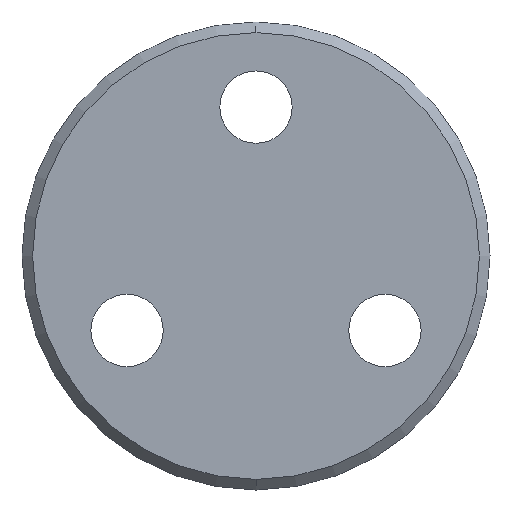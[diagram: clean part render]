
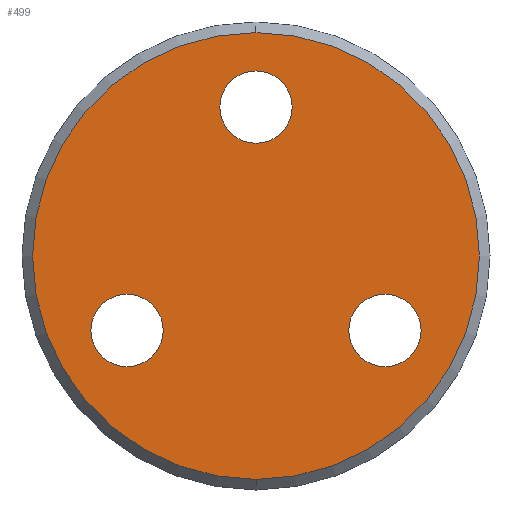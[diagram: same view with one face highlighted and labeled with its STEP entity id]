
A CAD part, left-side view. The second image highlights one B-rep face of the part: STEP entity #499.
In plain terms, the highlighted planar face has unit normal (-1, 0, 0).
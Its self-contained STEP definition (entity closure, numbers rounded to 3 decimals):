
#25 = VERTEX_POINT ( 'NONE', #672 ) ;
#39 = DIRECTION ( 'NONE',  ( 0., 0., -1. ) ) ;
#56 = CARTESIAN_POINT ( 'NONE',  ( 0., 6.062, -3.5 ) ) ;
#59 = DIRECTION ( 'NONE',  ( 1., 0., 0. ) ) ;
#63 = PLANE ( 'NONE',  #240 ) ;
#76 = DIRECTION ( 'NONE',  ( 1., 0., 0. ) ) ;
#79 = EDGE_CURVE ( 'NONE', #626, #1343, #657, .T. ) ;
#82 = DIRECTION ( 'NONE',  ( 0., 0., -1. ) ) ;
#107 = CIRCLE ( 'NONE', #474, 1.7 ) ;
#117 = CIRCLE ( 'NONE', #556, 1.7 ) ;
#150 = AXIS2_PLACEMENT_3D ( 'NONE', #443, #349, #39 ) ;
#157 = DIRECTION ( 'NONE',  ( 1., 0., 0. ) ) ;
#162 = DIRECTION ( 'NONE',  ( -1., 0., 0. ) ) ;
#165 = CARTESIAN_POINT ( 'NONE',  ( 0., 0., -10.5 ) ) ;
#167 = CARTESIAN_POINT ( 'NONE',  ( 0., 0., 7. ) ) ;
#182 = EDGE_CURVE ( 'NONE', #25, #580, #117, .T. ) ;
#190 = CIRCLE ( 'NONE', #208, 10.5 ) ;
#193 = EDGE_CURVE ( 'NONE', #580, #25, #107, .T. ) ;
#199 = CARTESIAN_POINT ( 'NONE',  ( 0., -6.062, -1.8 ) ) ;
#204 = ORIENTED_EDGE ( 'NONE', *, *, #615, .T. ) ;
#208 = AXIS2_PLACEMENT_3D ( 'NONE', #1318, #162, #892 ) ;
#214 = FACE_BOUND ( 'NONE', #1113, .T. ) ;
#223 = ORIENTED_EDGE ( 'NONE', *, *, #182, .T. ) ;
#240 = AXIS2_PLACEMENT_3D ( 'NONE', #664, #59, #452 ) ;
#263 = FACE_BOUND ( 'NONE', #1360, .T. ) ;
#271 = ORIENTED_EDGE ( 'NONE', *, *, #79, .T. ) ;
#318 = CIRCLE ( 'NONE', #150, 1.7 ) ;
#320 = AXIS2_PLACEMENT_3D ( 'NONE', #1120, #1218, #1341 ) ;
#340 = ORIENTED_EDGE ( 'NONE', *, *, #591, .T. ) ;
#349 = DIRECTION ( 'NONE',  ( 1., 0., 0. ) ) ;
#379 = CARTESIAN_POINT ( 'NONE',  ( 0., 0., 7. ) ) ;
#390 = EDGE_CURVE ( 'NONE', #864, #1169, #318, .T. ) ;
#419 = VERTEX_POINT ( 'NONE', #535 ) ;
#421 = AXIS2_PLACEMENT_3D ( 'NONE', #56, #157, #464 ) ;
#432 = CARTESIAN_POINT ( 'NONE',  ( 0., -6.062, -5.2 ) ) ;
#443 = CARTESIAN_POINT ( 'NONE',  ( 0., -6.062, -3.5 ) ) ;
#452 = DIRECTION ( 'NONE',  ( 0., 0., -1. ) ) ;
#457 = CARTESIAN_POINT ( 'NONE',  ( 0., 6.062, -3.5 ) ) ;
#459 = EDGE_LOOP ( 'NONE', ( #340, #271 ) ) ;
#464 = DIRECTION ( 'NONE',  ( 0., 0., -1. ) ) ;
#474 = AXIS2_PLACEMENT_3D ( 'NONE', #167, #76, #693 ) ;
#499 = ADVANCED_FACE ( 'NONE', ( #1155, #760, #263, #214 ), #63, .F. ) ;
#535 = CARTESIAN_POINT ( 'NONE',  ( 0., 0., 10.5 ) ) ;
#556 = AXIS2_PLACEMENT_3D ( 'NONE', #379, #1219, #905 ) ;
#564 = CARTESIAN_POINT ( 'NONE',  ( 0., 0., 8.7 ) ) ;
#580 = VERTEX_POINT ( 'NONE', #564 ) ;
#590 = DIRECTION ( 'NONE',  ( -1., 0., 0. ) ) ;
#591 = EDGE_CURVE ( 'NONE', #1343, #626, #774, .T. ) ;
#615 = EDGE_CURVE ( 'NONE', #1169, #864, #675, .T. ) ;
#626 = VERTEX_POINT ( 'NONE', #697 ) ;
#657 = CIRCLE ( 'NONE', #421, 1.7 ) ;
#664 = CARTESIAN_POINT ( 'NONE',  ( 0., 0., 0. ) ) ;
#672 = CARTESIAN_POINT ( 'NONE',  ( 0., 0., 5.3 ) ) ;
#675 = CIRCLE ( 'NONE', #320, 1.7 ) ;
#693 = DIRECTION ( 'NONE',  ( 0., 0., -1. ) ) ;
#697 = CARTESIAN_POINT ( 'NONE',  ( 0., 6.062, -1.8 ) ) ;
#760 = FACE_BOUND ( 'NONE', #459, .T. ) ;
#768 = ORIENTED_EDGE ( 'NONE', *, *, #1242, .T. ) ;
#774 = CIRCLE ( 'NONE', #1131, 1.7 ) ;
#864 = VERTEX_POINT ( 'NONE', #432 ) ;
#891 = ORIENTED_EDGE ( 'NONE', *, *, #193, .T. ) ;
#892 = DIRECTION ( 'NONE',  ( 0., 0., -1. ) ) ;
#905 = DIRECTION ( 'NONE',  ( 0., 0., -1. ) ) ;
#909 = AXIS2_PLACEMENT_3D ( 'NONE', #1234, #590, #82 ) ;
#1022 = DIRECTION ( 'NONE',  ( 0., 0., -1. ) ) ;
#1035 = ORIENTED_EDGE ( 'NONE', *, *, #390, .T. ) ;
#1113 = EDGE_LOOP ( 'NONE', ( #1035, #204 ) ) ;
#1120 = CARTESIAN_POINT ( 'NONE',  ( 0., -6.062, -3.5 ) ) ;
#1131 = AXIS2_PLACEMENT_3D ( 'NONE', #457, #1203, #1022 ) ;
#1136 = VERTEX_POINT ( 'NONE', #165 ) ;
#1140 = EDGE_CURVE ( 'NONE', #419, #1136, #190, .T. ) ;
#1147 = ORIENTED_EDGE ( 'NONE', *, *, #1140, .T. ) ;
#1155 = FACE_OUTER_BOUND ( 'NONE', #1350, .T. ) ;
#1169 = VERTEX_POINT ( 'NONE', #199 ) ;
#1203 = DIRECTION ( 'NONE',  ( 1., 0., 0. ) ) ;
#1218 = DIRECTION ( 'NONE',  ( 1., 0., 0. ) ) ;
#1219 = DIRECTION ( 'NONE',  ( 1., 0., 0. ) ) ;
#1234 = CARTESIAN_POINT ( 'NONE',  ( 0., 0., 0. ) ) ;
#1242 = EDGE_CURVE ( 'NONE', #1136, #419, #1275, .T. ) ;
#1269 = CARTESIAN_POINT ( 'NONE',  ( 0., 6.062, -5.2 ) ) ;
#1275 = CIRCLE ( 'NONE', #909, 10.5 ) ;
#1318 = CARTESIAN_POINT ( 'NONE',  ( 0., 0., 0. ) ) ;
#1341 = DIRECTION ( 'NONE',  ( 0., 0., -1. ) ) ;
#1343 = VERTEX_POINT ( 'NONE', #1269 ) ;
#1350 = EDGE_LOOP ( 'NONE', ( #768, #1147 ) ) ;
#1360 = EDGE_LOOP ( 'NONE', ( #223, #891 ) ) ;
